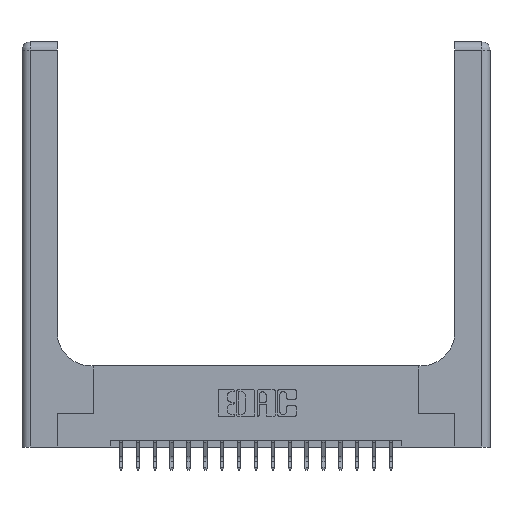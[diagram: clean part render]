
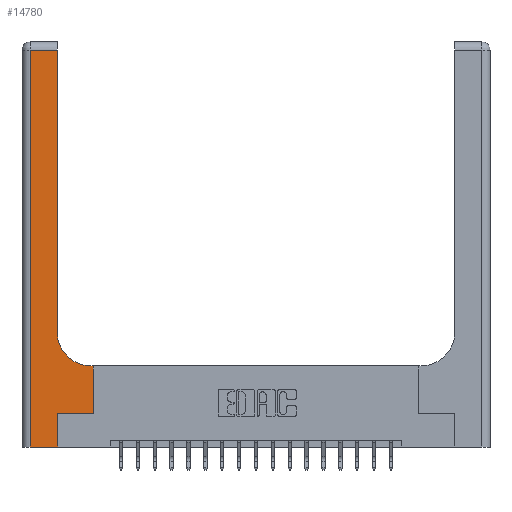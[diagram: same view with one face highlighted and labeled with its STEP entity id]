
A CAD part, top view. The second image highlights one B-rep face of the part: STEP entity #14780.
In plain terms, the highlighted planar face has unit normal (0, 0, 1).
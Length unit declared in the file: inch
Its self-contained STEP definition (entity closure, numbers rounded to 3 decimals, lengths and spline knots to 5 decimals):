
#402 = EDGE_CURVE ( 'NONE', #14321, #1064, #7378, .T. ) ;
#528 = CARTESIAN_POINT ( 'NONE',  ( 0.26, 0.6, 0.37 ) ) ;
#765 = ORIENTED_EDGE ( 'NONE', *, *, #17817, .T. ) ;
#1064 = VERTEX_POINT ( 'NONE', #8442 ) ;
#1065 = CARTESIAN_POINT ( 'NONE',  ( 0.528, 0.25, 0.37 ) ) ;
#1855 = ORIENTED_EDGE ( 'NONE', *, *, #2036, .T. ) ;
#2036 = EDGE_CURVE ( 'NONE', #4996, #16714, #2095, .T. ) ;
#2095 = LINE ( 'NONE', #3552, #17532 ) ;
#2151 = DIRECTION ( 'NONE',  ( 0., 0., -1. ) ) ;
#2214 = DIRECTION ( 'NONE',  ( 0., 0., -1. ) ) ;
#2256 = DIRECTION ( 'NONE',  ( 1., 0., 0. ) ) ;
#2946 = VECTOR ( 'NONE', #17268, 39.37008 ) ;
#3308 = EDGE_CURVE ( 'NONE', #1064, #3768, #4476, .T. ) ;
#3399 = CARTESIAN_POINT ( 'NONE',  ( 0.06, 2.94, 0.37 ) ) ;
#3552 = CARTESIAN_POINT ( 'NONE',  ( 0.265, 0.25, 0.37 ) ) ;
#3768 = VERTEX_POINT ( 'NONE', #8680 ) ;
#3870 = EDGE_LOOP ( 'NONE', ( #6853, #20112, #16644, #19081, #4200, #1855, #765, #11395, #9706 ) ) ;
#3976 = EDGE_CURVE ( 'NONE', #8987, #4204, #11047, .T. ) ;
#4200 = ORIENTED_EDGE ( 'NONE', *, *, #13358, .T. ) ;
#4204 = VERTEX_POINT ( 'NONE', #13338 ) ;
#4476 = LINE ( 'NONE', #15058, #4554 ) ;
#4554 = VECTOR ( 'NONE', #10674, 39.37008 ) ;
#4951 = AXIS2_PLACEMENT_3D ( 'NONE', #17884, #2151, #10208 ) ;
#4996 = VERTEX_POINT ( 'NONE', #5770 ) ;
#5117 = CARTESIAN_POINT ( 'NONE',  ( 0.51, 0.85, 0.37 ) ) ;
#5770 = CARTESIAN_POINT ( 'NONE',  ( 0.265, 0.25, 0.37 ) ) ;
#6310 = EDGE_CURVE ( 'NONE', #20229, #14321, #7125, .T. ) ;
#6853 = ORIENTED_EDGE ( 'NONE', *, *, #3308, .T. ) ;
#6909 = LINE ( 'NONE', #18198, #12925 ) ;
#6924 = DIRECTION ( 'NONE',  ( -1., 0., 0. ) ) ;
#7125 = LINE ( 'NONE', #528, #17115 ) ;
#7132 = CARTESIAN_POINT ( 'NONE',  ( 0.51, 0.6, 0.37 ) ) ;
#7378 = CIRCLE ( 'NONE', #18834, 0.25 ) ;
#7825 = DIRECTION ( 'NONE',  ( 0., 1., 0. ) ) ;
#8192 = DIRECTION ( 'NONE',  ( 1., 0., 0. ) ) ;
#8344 = CARTESIAN_POINT ( 'NONE',  ( 0.265, 0., 0.37 ) ) ;
#8442 = CARTESIAN_POINT ( 'NONE',  ( 0.26, 0.85, 0.37 ) ) ;
#8530 = CARTESIAN_POINT ( 'NONE',  ( 0.265, 0., 0.37 ) ) ;
#8680 = CARTESIAN_POINT ( 'NONE',  ( 0.26, 2.94, 0.37 ) ) ;
#8987 = VERTEX_POINT ( 'NONE', #3399 ) ;
#9706 = ORIENTED_EDGE ( 'NONE', *, *, #402, .T. ) ;
#10015 = LINE ( 'NONE', #19738, #18492 ) ;
#10028 = VERTEX_POINT ( 'NONE', #8344 ) ;
#10208 = DIRECTION ( 'NONE',  ( -1., 0., 0. ) ) ;
#10674 = DIRECTION ( 'NONE',  ( 0., 1., 0. ) ) ;
#11047 = LINE ( 'NONE', #18916, #2946 ) ;
#11395 = ORIENTED_EDGE ( 'NONE', *, *, #6310, .T. ) ;
#11407 = DIRECTION ( 'NONE',  ( 1., 0., 0. ) ) ;
#11661 = CARTESIAN_POINT ( 'NONE',  ( 0.528, 0.6, 0.37 ) ) ;
#11722 = CARTESIAN_POINT ( 'NONE',  ( 0.528, 0.25, 0.37 ) ) ;
#11959 = FACE_OUTER_BOUND ( 'NONE', #3870, .T. ) ;
#12925 = VECTOR ( 'NONE', #19534, 39.37008 ) ;
#13338 = CARTESIAN_POINT ( 'NONE',  ( 0.06, 0., 0.37 ) ) ;
#13358 = EDGE_CURVE ( 'NONE', #10028, #4996, #16217, .T. ) ;
#14205 = VECTOR ( 'NONE', #7825, 39.37008 ) ;
#14321 = VERTEX_POINT ( 'NONE', #7132 ) ;
#14780 = ADVANCED_FACE ( 'NONE', ( #11959 ), #18194, .F. ) ;
#15058 = CARTESIAN_POINT ( 'NONE',  ( 0.26, 3., 0.37 ) ) ;
#15152 = LINE ( 'NONE', #1065, #14205 ) ;
#15405 = VECTOR ( 'NONE', #18816, 39.37008 ) ;
#16217 = LINE ( 'NONE', #8530, #15405 ) ;
#16644 = ORIENTED_EDGE ( 'NONE', *, *, #3976, .T. ) ;
#16714 = VERTEX_POINT ( 'NONE', #11722 ) ;
#17115 = VECTOR ( 'NONE', #6924, 39.37008 ) ;
#17268 = DIRECTION ( 'NONE',  ( 0., -1., 0. ) ) ;
#17532 = VECTOR ( 'NONE', #8192, 39.37008 ) ;
#17817 = EDGE_CURVE ( 'NONE', #16714, #20229, #15152, .T. ) ;
#17884 = CARTESIAN_POINT ( 'NONE',  ( 0., 3., 0.37 ) ) ;
#18194 = PLANE ( 'NONE',  #4951 ) ;
#18198 = CARTESIAN_POINT ( 'NONE',  ( 0., 2.94, 0.37 ) ) ;
#18492 = VECTOR ( 'NONE', #2256, 39.37008 ) ;
#18816 = DIRECTION ( 'NONE',  ( 0., 1., 0. ) ) ;
#18834 = AXIS2_PLACEMENT_3D ( 'NONE', #5117, #2214, #11407 ) ;
#18916 = CARTESIAN_POINT ( 'NONE',  ( 0.06, 3., 0.37 ) ) ;
#19081 = ORIENTED_EDGE ( 'NONE', *, *, #19573, .T. ) ;
#19534 = DIRECTION ( 'NONE',  ( -1., 0., 0. ) ) ;
#19573 = EDGE_CURVE ( 'NONE', #4204, #10028, #10015, .T. ) ;
#19686 = EDGE_CURVE ( 'NONE', #3768, #8987, #6909, .T. ) ;
#19738 = CARTESIAN_POINT ( 'NONE',  ( 0., 0., 0.37 ) ) ;
#20112 = ORIENTED_EDGE ( 'NONE', *, *, #19686, .T. ) ;
#20229 = VERTEX_POINT ( 'NONE', #11661 ) ;
